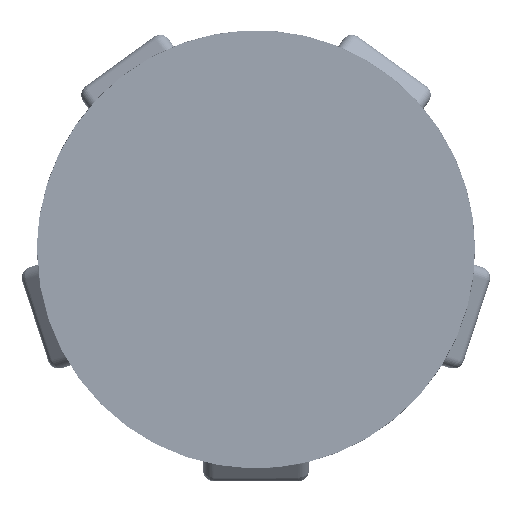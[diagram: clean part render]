
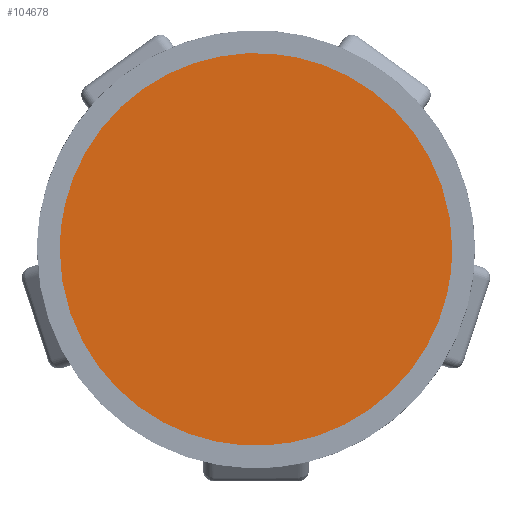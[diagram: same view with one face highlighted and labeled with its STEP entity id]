
A CAD part, front view. The second image highlights one B-rep face of the part: STEP entity #104678.
In plain terms, the highlighted free-form (B-spline) face has degree [1, 1] with [2, 2] control points.
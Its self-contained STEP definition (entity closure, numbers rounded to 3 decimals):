
#104632 = EDGE_CURVE('',#104633,#104635,#104637,.T.);
#104633 = VERTEX_POINT('',#104634);
#104634 = CARTESIAN_POINT('',(130.,-114.627,0.));
#104635 = VERTEX_POINT('',#104636);
#104636 = CARTESIAN_POINT('',(-130.,-114.627,0.));
#104637 = ( BOUNDED_CURVE() B_SPLINE_CURVE(2,(#104638,#104639,#104640,
#104641,#104642),.UNSPECIFIED.,.F.,.F.) B_SPLINE_CURVE_WITH_KNOTS((3,2,3
),(0.,1.571,3.142),.UNSPECIFIED.) CURVE() 
GEOMETRIC_REPRESENTATION_ITEM() RATIONAL_B_SPLINE_CURVE((1.,
0.707,1.,0.707,1.)) REPRESENTATION_ITEM('') );
#104638 = CARTESIAN_POINT('',(130.,-114.627,0.));
#104639 = CARTESIAN_POINT('',(130.,-114.627,130.));
#104640 = CARTESIAN_POINT('',(0.,-114.627,130.));
#104641 = CARTESIAN_POINT('',(-130.,-114.627,130.));
#104642 = CARTESIAN_POINT('',(-130.,-114.627,0.)
  );
#104644 = EDGE_CURVE('',#104635,#104633,#104645,.T.);
#104645 = ( BOUNDED_CURVE() B_SPLINE_CURVE(2,(#104646,#104647,#104648,
#104649,#104650),.UNSPECIFIED.,.F.,.F.) B_SPLINE_CURVE_WITH_KNOTS((3,2,3
    ),(3.142,4.712,6.283),
.PIECEWISE_BEZIER_KNOTS.) CURVE() GEOMETRIC_REPRESENTATION_ITEM() 
RATIONAL_B_SPLINE_CURVE((1.,0.707,1.,0.707,1.)) 
REPRESENTATION_ITEM('') );
#104646 = CARTESIAN_POINT('',(-130.,-114.627,0.)
  );
#104647 = CARTESIAN_POINT('',(-130.,-114.627,-130.));
#104648 = CARTESIAN_POINT('',(0.,-114.627,-130.)
  );
#104649 = CARTESIAN_POINT('',(130.,-114.627,-130.));
#104650 = CARTESIAN_POINT('',(130.,-114.627,0.)
  );
#104678 = ADVANCED_FACE('',(#104679),#104683,.T.);
#104679 = FACE_BOUND('',#104680,.T.);
#104680 = EDGE_LOOP('',(#104681,#104682));
#104681 = ORIENTED_EDGE('',*,*,#104632,.T.);
#104682 = ORIENTED_EDGE('',*,*,#104644,.T.);
#104683 = B_SPLINE_SURFACE_WITH_KNOTS('',1,1,(
    (#104684,#104685)
    ,(#104686,#104687
    )),.UNSPECIFIED.,.F.,.F.,.F.,(2,2),(2,2),(-13.001,13.001),(-13.001,
    13.001),.PIECEWISE_BEZIER_KNOTS.);
#104684 = CARTESIAN_POINT('',(-130.01,-114.627,130.01));
#104685 = CARTESIAN_POINT('',(130.01,-114.627,130.01));
#104686 = CARTESIAN_POINT('',(-130.01,-114.627,-130.01));
#104687 = CARTESIAN_POINT('',(130.01,-114.627,-130.01));
